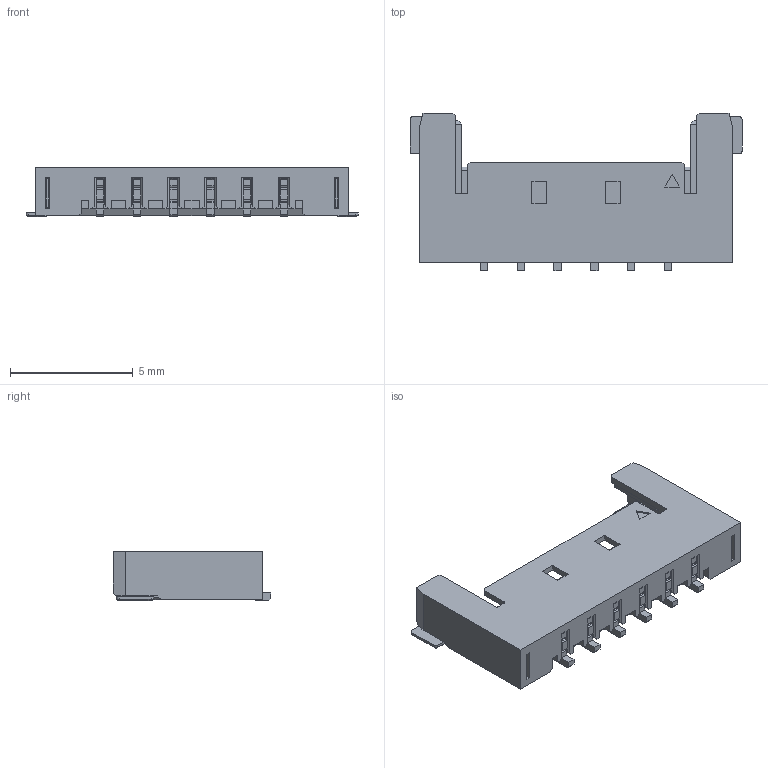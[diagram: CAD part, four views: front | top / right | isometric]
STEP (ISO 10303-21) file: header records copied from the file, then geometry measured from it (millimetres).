
FILE_DESCRIPTION((''),'2;1');
FILE_NAME('5040500691','2016-09-08T',('gsharma'),(''),'PRO/ENGINEER BY PARAMETRIC TECHNOLOGY CORPORATION, 2012310','PRO/ENGINEER BY PARAMETRIC TECHNOLOGY CORPORATION, 2012310','');
FILE_SCHEMA(('CONFIG_CONTROL_DESIGN'));
Length unit declared in the file: millimetre
Products named in the file (1): 5040500691
Bounding box: 13.55 x 6.44 x 2 mm (x, y, z)
Volume: 68.8 mm3; surface area: 358 mm2
Topology: 1 solids, 1 shells, 581 faces, 1644 edges, 1056 vertices
Faces by surface type: plane 469, cylinder 96, sphere 12, cone 4
Entity records: 18496 total; most frequent: CARTESIAN_POINT 3327, ORIENTED_EDGE 3240, DIRECTION 2980, EDGE_CURVE 1620, VECTOR 1440, LINE 1440, VERTEX_POINT 1032, AXIS2_PLACEMENT_3D 770
